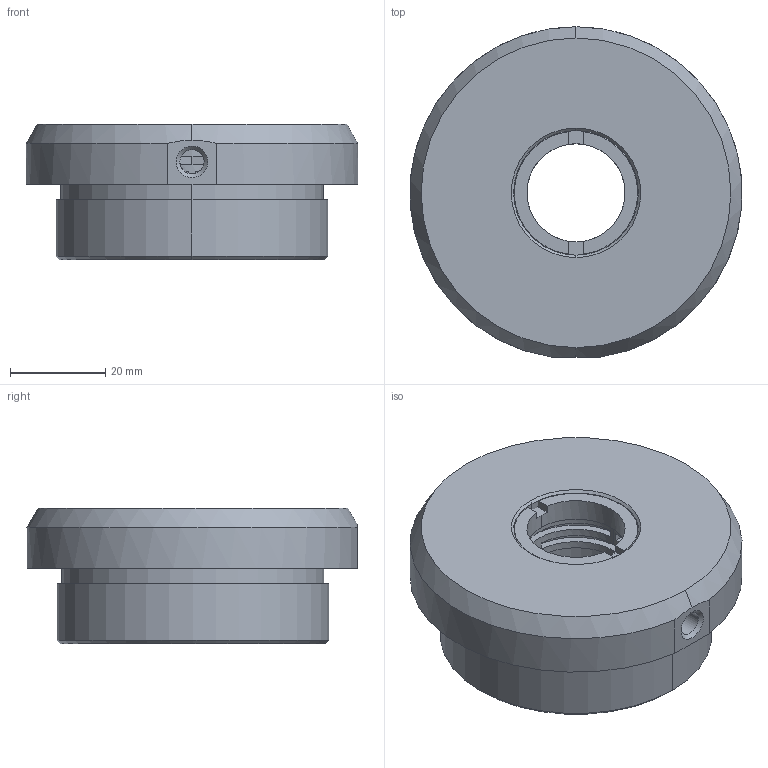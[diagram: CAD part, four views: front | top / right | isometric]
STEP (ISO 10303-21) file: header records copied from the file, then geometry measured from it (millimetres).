
FILE_DESCRIPTION (( 'STEP AP203' ), '1' );
FILE_NAME ('36461.step', '2011-10-14T23:46:06', ( 'EO' ), ( 'EO' ), 'SwSTEP 2.0', 'SolidWorks 2011', '' );
FILE_SCHEMA (( 'CONFIG_CONTROL_DESIGN' ));
Length unit declared in the file: inch
Products named in the file (1): 36461
Bounding box: 69.75 x 69.47 x 28.57 mm (x, y, z)
Volume: 73604.3 mm3; surface area: 17664.5 mm2
Topology: 3 solids, 3 shells, 67 faces, 181 edges, 118 vertices
Faces by surface type: plane 34, cylinder 21, cone 10, bspline 2
Entity records: 2669 total; most frequent: CARTESIAN_POINT 844, DIRECTION 378, ORIENTED_EDGE 356, EDGE_CURVE 178, AXIS2_PLACEMENT_3D 147, VERTEX_POINT 117, VECTOR 84, LINE 84
